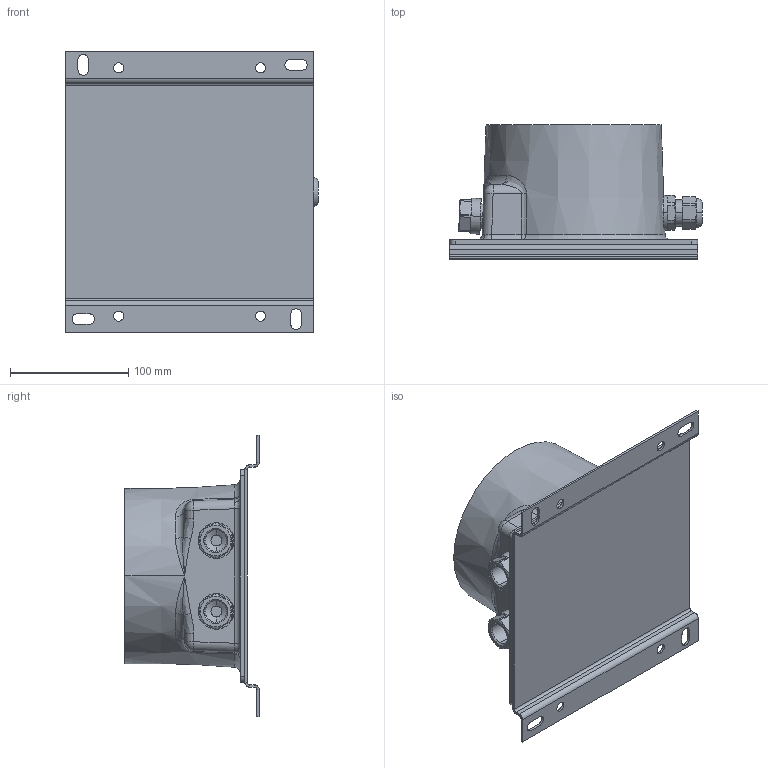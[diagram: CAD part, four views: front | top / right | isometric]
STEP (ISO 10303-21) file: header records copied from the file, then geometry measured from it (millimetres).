
FILE_DESCRIPTION (( 'STEP AP214' ), '1' );
FILE_NAME ('3504297090.STEP', '2022-04-01T12:44:40', ( '' ), ( '' ), 'SwSTEP 2.0', 'SolidWorks 2020', '' );
FILE_SCHEMA (( 'AUTOMOTIVE_DESIGN' ));
Length unit declared in the file: millimetre
Products named in the file (5): Planungsmodell_Deckenhalterung-+-09.17.20.240.90-1; Planungsmodell_Einbaukasten Regenbrause-+-09.11.11.094.90-1; 3504297090; Planungsmodell_Elektrozubehoer-+-09.10.01.089.90-1; Planungsmodell_Anschluss Regenbrause JG-Cartridge-+-09.24.03.310.90-1
Assembly tree (5 placements, depth 2):
  3504297090
    Planungsmodell_Deckenhalterung-+-09.17.20.240.90-1
    Planungsmodell_Einbaukasten Regenbrause-+-09.11.11.094.90-1
    Planungsmodell_Anschluss Regenbrause JG-Cartridge-+-09.24.03.310.90-1  x2
    Planungsmodell_Elektrozubehoer-+-09.10.01.089.90-1
Bounding box: 214 x 113.5 x 238 mm (x, y, z)
Volume: 2126232.5 mm3; surface area: 247021.9 mm2
Topology: 5 solids, 5 shells, 221 faces, 529 edges, 321 vertices
Faces by surface type: plane 104, cylinder 67, cone 26, bspline 16, torus 6, sphere 2
Entity records: 6561 total; most frequent: CARTESIAN_POINT 1931, DIRECTION 946, ORIENTED_EDGE 910, EDGE_CURVE 455, AXIS2_PLACEMENT_3D 367, VERTEX_POINT 277, EDGE_LOOP 216, VECTOR 212
